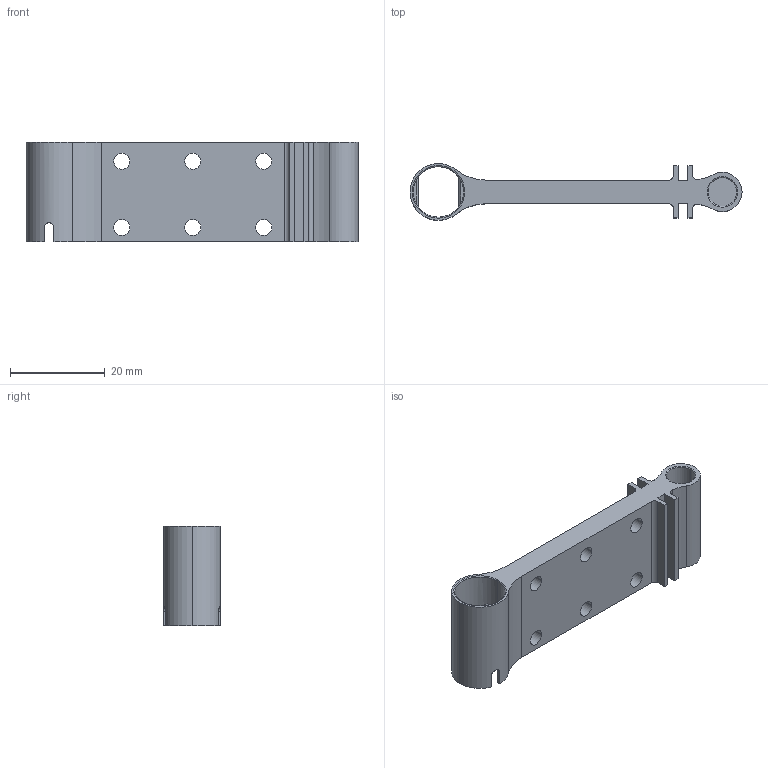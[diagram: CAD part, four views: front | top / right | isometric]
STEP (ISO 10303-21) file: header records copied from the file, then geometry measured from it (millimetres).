
FILE_DESCRIPTION (( 'STEP AP214' ), '1' );
FILE_NAME ('chassis.STEP', '2016-09-28T20:27:48', ( '' ), ( '' ), 'SwSTEP 2.0', 'SolidWorks 2015', '' );
FILE_SCHEMA (( 'AUTOMOTIVE_DESIGN' ));
Length unit declared in the file: millimetre
Products named in the file (1): chassis
Bounding box: 70.15 x 12 x 21 mm (x, y, z)
Volume: 6795.8 mm3; surface area: 5576.6 mm2
Topology: 1 solids, 1 shells, 73 faces, 200 edges, 132 vertices
Faces by surface type: cylinder 36, plane 33, torus 4
Entity records: 2464 total; most frequent: CARTESIAN_POINT 482, DIRECTION 424, ORIENTED_EDGE 400, EDGE_CURVE 200, AXIS2_PLACEMENT_3D 158, VERTEX_POINT 132, VECTOR 108, LINE 108
